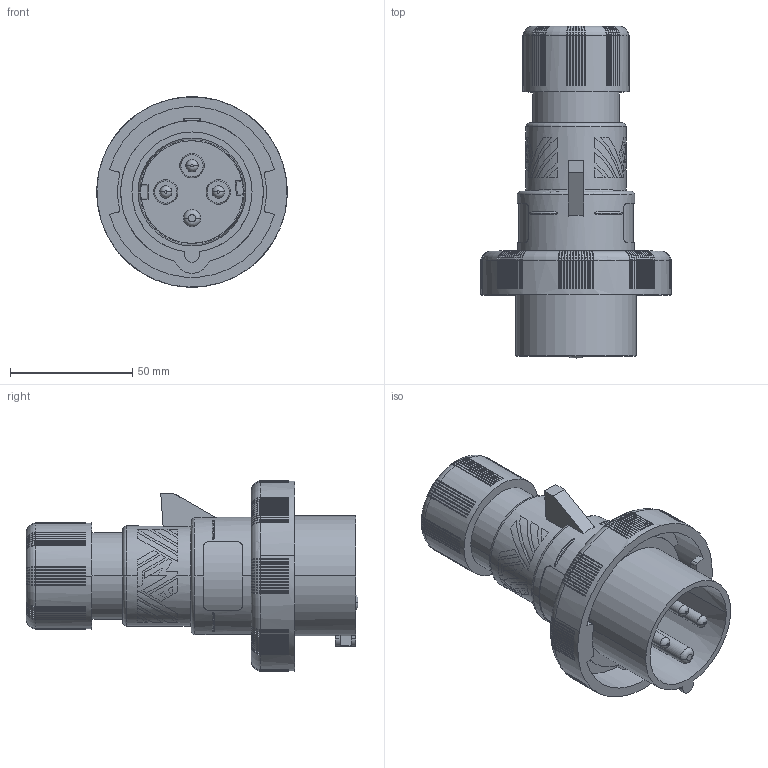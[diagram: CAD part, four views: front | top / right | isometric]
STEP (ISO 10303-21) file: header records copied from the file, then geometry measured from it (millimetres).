
FILE_DESCRIPTION(('Creo Elements/Direct Modeling STEP Export'),'2;1');
FILE_NAME('PESW_1664_SV.stp','2012-09-13T14:08:12',(''),(''),'Creo Elements/Direct Modeling STEP processor for AP214 (Solid Model)','Creo Elements/Direct Modeling 18.0B 02-Dec-2011 (C) Parametric Technology GmbH','');
FILE_SCHEMA(('AUTOMOTIVE_DESIGN { 1 0 10303 214 1 1 1 1 }'));
Products named in the file (2): PESW_1664SV
Assembly tree (1 placements, depth 2):
  PESW_1664SV
    PESW_1664SV
Bounding box: 78 x 136 x 78 mm (x, y, z)
Volume: 170277.3 mm3; surface area: 59187.7 mm2
Topology: 1 solids, 1 shells, 1361 faces, 3733 edges, 2087 vertices
Faces by surface type: plane 570, torus 396, cylinder 261, revolution 112, cone 22
Entity records: 84228 total; most frequent: CARTESIAN_POINT 42702, ORIENTED_EDGE 6818, DIRECTION 5910, EDGE_CURVE 3409, AXIS2_PLACEMENT_3D 2303, VERTEX_POINT 2087, EDGE_LOOP 1404, FACE_OUTER_BOUND 1361
